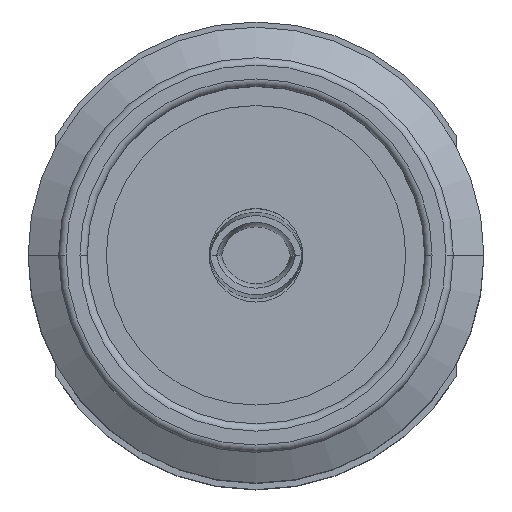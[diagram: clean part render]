
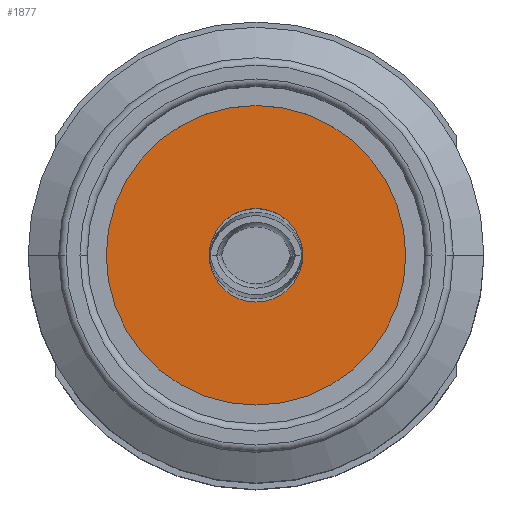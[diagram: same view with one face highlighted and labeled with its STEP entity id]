
A CAD part, top view. The second image highlights one B-rep face of the part: STEP entity #1877.
In plain terms, the highlighted planar face has unit normal (0, 0, 1).
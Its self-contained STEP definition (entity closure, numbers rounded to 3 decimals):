
#237 = PLANE ( 'NONE',  #2824 ) ;
#270 = CARTESIAN_POINT ( 'NONE',  ( 0., 0.64, -1.98 ) ) ;
#281 = FACE_BOUND ( 'NONE', #1946, .T. ) ;
#298 = CIRCLE ( 'NONE', #778, 0.64 ) ;
#620 = ORIENTED_EDGE ( 'NONE', *, *, #3093, .T. ) ;
#693 = AXIS2_PLACEMENT_3D ( 'NONE', #1133, #1379, #1669 ) ;
#698 = EDGE_CURVE ( 'NONE', #2484, #2730, #3066, .T. ) ;
#778 = AXIS2_PLACEMENT_3D ( 'NONE', #811, #1848, #3088 ) ;
#811 = CARTESIAN_POINT ( 'NONE',  ( 0., 0., -1.98 ) ) ;
#906 = ORIENTED_EDGE ( 'NONE', *, *, #1634, .F. ) ;
#933 = ORIENTED_EDGE ( 'NONE', *, *, #698, .T. ) ;
#949 = FACE_OUTER_BOUND ( 'NONE', #1143, .T. ) ;
#1051 = CARTESIAN_POINT ( 'NONE',  ( 2.05, 0., -1.98 ) ) ;
#1133 = CARTESIAN_POINT ( 'NONE',  ( 0., 0., -1.98 ) ) ;
#1143 = EDGE_LOOP ( 'NONE', ( #933, #620 ) ) ;
#1317 = EDGE_CURVE ( 'NONE', #2061, #1843, #298, .T. ) ;
#1340 = DIRECTION ( 'NONE',  ( 0., 0., 1. ) ) ;
#1357 = DIRECTION ( 'NONE',  ( 0., 0., -1. ) ) ;
#1379 = DIRECTION ( 'NONE',  ( 0., 0., 1. ) ) ;
#1380 = AXIS2_PLACEMENT_3D ( 'NONE', #2879, #1340, #3130 ) ;
#1634 = EDGE_CURVE ( 'NONE', #1843, #2061, #1711, .T. ) ;
#1669 = DIRECTION ( 'NONE',  ( 1., 0., 0. ) ) ;
#1711 = CIRCLE ( 'NONE', #2952, 0.64 ) ;
#1762 = DIRECTION ( 'NONE',  ( 1., 0., 0. ) ) ;
#1764 = DIRECTION ( 'NONE',  ( -1., 0., 0. ) ) ;
#1843 = VERTEX_POINT ( 'NONE', #2632 ) ;
#1848 = DIRECTION ( 'NONE',  ( 0., 0., 1. ) ) ;
#1877 = ADVANCED_FACE ( 'NONE', ( #281, #949 ), #237, .F. ) ;
#1946 = EDGE_LOOP ( 'NONE', ( #906, #3124 ) ) ;
#1973 = CARTESIAN_POINT ( 'NONE',  ( -2.05, 0., -1.98 ) ) ;
#2061 = VERTEX_POINT ( 'NONE', #2258 ) ;
#2258 = CARTESIAN_POINT ( 'NONE',  ( -0.64, 0., -1.98 ) ) ;
#2484 = VERTEX_POINT ( 'NONE', #1051 ) ;
#2632 = CARTESIAN_POINT ( 'NONE',  ( 0.64, 0., -1.98 ) ) ;
#2633 = CIRCLE ( 'NONE', #1380, 2.05 ) ;
#2730 = VERTEX_POINT ( 'NONE', #1973 ) ;
#2824 = AXIS2_PLACEMENT_3D ( 'NONE', #270, #1357, #1764 ) ;
#2879 = CARTESIAN_POINT ( 'NONE',  ( 0., 0., -1.98 ) ) ;
#2952 = AXIS2_PLACEMENT_3D ( 'NONE', #3056, #3322, #1762 ) ;
#3056 = CARTESIAN_POINT ( 'NONE',  ( 0., 0., -1.98 ) ) ;
#3066 = CIRCLE ( 'NONE', #693, 2.05 ) ;
#3088 = DIRECTION ( 'NONE',  ( 1., 0., 0. ) ) ;
#3093 = EDGE_CURVE ( 'NONE', #2730, #2484, #2633, .T. ) ;
#3124 = ORIENTED_EDGE ( 'NONE', *, *, #1317, .F. ) ;
#3130 = DIRECTION ( 'NONE',  ( 1., 0., 0. ) ) ;
#3322 = DIRECTION ( 'NONE',  ( 0., 0., 1. ) ) ;
